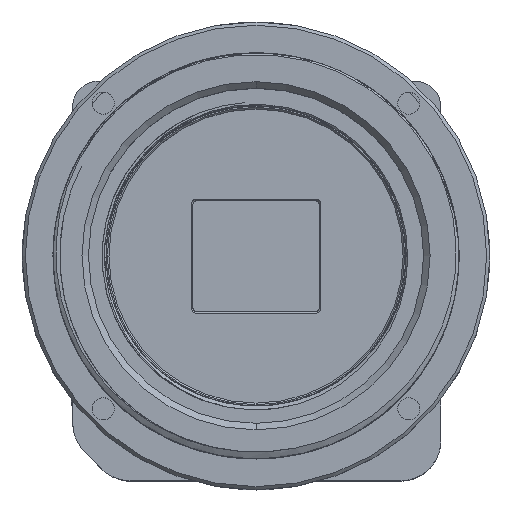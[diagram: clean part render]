
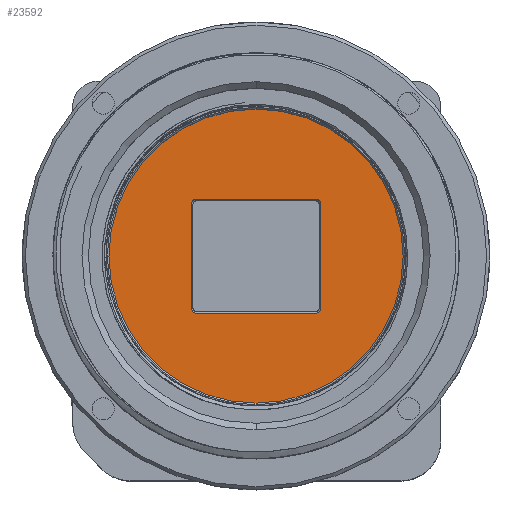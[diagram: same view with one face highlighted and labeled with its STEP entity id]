
A CAD part, top view. The second image highlights one B-rep face of the part: STEP entity #23592.
In plain terms, the highlighted planar face has unit normal (0, 0, 1).
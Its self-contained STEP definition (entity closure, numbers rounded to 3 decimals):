
#2799 = VERTEX_POINT ( 'NONE', #27432 ) ;
#7295 = AXIS2_PLACEMENT_3D ( 'NONE', #117825, #23797, #86712 ) ;
#8418 = EDGE_CURVE ( 'NONE', #125086, #83869, #85443, .T. ) ;
#9630 = PLANE ( 'NONE',  #28693 ) ;
#10284 = ORIENTED_EDGE ( 'NONE', *, *, #91255, .T. ) ;
#11546 = DIRECTION ( 'NONE',  ( 0., 1., 0. ) ) ;
#13026 = CARTESIAN_POINT ( 'NONE',  ( -5.056, -4.071, 5.74 ) ) ;
#13508 = CARTESIAN_POINT ( 'NONE',  ( 4.675, -4.452, 5.74 ) ) ;
#14174 = CARTESIAN_POINT ( 'NONE',  ( 5.056, 4.071, 5.74 ) ) ;
#16136 = EDGE_CURVE ( 'NONE', #79657, #28804, #131481, .T. ) ;
#17025 = DIRECTION ( 'NONE',  ( 0., 0., -1. ) ) ;
#17506 = CIRCLE ( 'NONE', #52793, 11.5 ) ;
#19060 = DIRECTION ( 'NONE',  ( 1., 0., 0. ) ) ;
#21274 = EDGE_CURVE ( 'NONE', #25017, #54839, #58099, .T. ) ;
#21646 = EDGE_LOOP ( 'NONE', ( #63039, #110277, #10284, #110898, #135493, #125935, #131754, #130079 ) ) ;
#21878 = DIRECTION ( 'NONE',  ( 0., 0., 1. ) ) ;
#23207 = EDGE_LOOP ( 'NONE', ( #122648, #132185 ) ) ;
#23592 = ADVANCED_FACE ( 'NONE', ( #93237, #125036 ), #9630, .F. ) ;
#23797 = DIRECTION ( 'NONE',  ( 0., 0., -1. ) ) ;
#23839 = EDGE_CURVE ( 'NONE', #98320, #87701, #101668, .T. ) ;
#25017 = VERTEX_POINT ( 'NONE', #115473 ) ;
#26403 = DIRECTION ( 'NONE',  ( 0., 1., 0. ) ) ;
#27432 = CARTESIAN_POINT ( 'NONE',  ( -4.675, -4.452, 5.74 ) ) ;
#27531 = CARTESIAN_POINT ( 'NONE',  ( 4.675, 4.452, 5.74 ) ) ;
#28693 = AXIS2_PLACEMENT_3D ( 'NONE', #105673, #115343, #103640 ) ;
#28804 = VERTEX_POINT ( 'NONE', #45077 ) ;
#32452 = VECTOR ( 'NONE', #126642, 1000. ) ;
#37135 = DIRECTION ( 'NONE',  ( 0., 1., 0. ) ) ;
#42847 = VECTOR ( 'NONE', #84715, 1000. ) ;
#43008 = DIRECTION ( 'NONE',  ( 0., 1., 0. ) ) ;
#43215 = LINE ( 'NONE', #13508, #42847 ) ;
#43529 = CARTESIAN_POINT ( 'NONE',  ( -4.675, 4.071, 5.74 ) ) ;
#44202 = DIRECTION ( 'NONE',  ( 0., 0., -1. ) ) ;
#45077 = CARTESIAN_POINT ( 'NONE',  ( -5.056, 4.071, 5.74 ) ) ;
#46491 = CARTESIAN_POINT ( 'NONE',  ( -4.675, 4.452, 5.74 ) ) ;
#47793 = CARTESIAN_POINT ( 'NONE',  ( -4.675, 4.452, 5.74 ) ) ;
#52550 = VECTOR ( 'NONE', #56156, 1000. ) ;
#52793 = AXIS2_PLACEMENT_3D ( 'NONE', #116588, #21878, #11546 ) ;
#54839 = VERTEX_POINT ( 'NONE', #125977 ) ;
#55015 = EDGE_CURVE ( 'NONE', #83869, #98320, #127997, .T. ) ;
#56156 = DIRECTION ( 'NONE',  ( 1., 0., 0. ) ) ;
#58099 = CIRCLE ( 'NONE', #80182, 11.5 ) ;
#63039 = ORIENTED_EDGE ( 'NONE', *, *, #55015, .T. ) ;
#66783 = CIRCLE ( 'NONE', #7295, 0.381 ) ;
#67683 = VERTEX_POINT ( 'NONE', #47793 ) ;
#68188 = EDGE_CURVE ( 'NONE', #28804, #67683, #106435, .T. ) ;
#78557 = CARTESIAN_POINT ( 'NONE',  ( 4.675, -4.452, 5.74 ) ) ;
#79657 = VERTEX_POINT ( 'NONE', #13026 ) ;
#80182 = AXIS2_PLACEMENT_3D ( 'NONE', #83826, #84502, #43008 ) ;
#81836 = EDGE_CURVE ( 'NONE', #2799, #79657, #66783, .T. ) ;
#83826 = CARTESIAN_POINT ( 'NONE',  ( 0., 0., 5.74 ) ) ;
#83869 = VERTEX_POINT ( 'NONE', #14174 ) ;
#84476 = CARTESIAN_POINT ( 'NONE',  ( 5.056, 4.071, 5.74 ) ) ;
#84502 = DIRECTION ( 'NONE',  ( 0., 0., -1. ) ) ;
#84715 = DIRECTION ( 'NONE',  ( -1., 0., 0. ) ) ;
#85443 = CIRCLE ( 'NONE', #100983, 0.381 ) ;
#86712 = DIRECTION ( 'NONE',  ( 0., -1., 0. ) ) ;
#87701 = VERTEX_POINT ( 'NONE', #78557 ) ;
#90698 = CARTESIAN_POINT ( 'NONE',  ( -5.056, -4.071, 5.74 ) ) ;
#91255 = EDGE_CURVE ( 'NONE', #87701, #2799, #43215, .T. ) ;
#93237 = FACE_BOUND ( 'NONE', #21646, .T. ) ;
#98320 = VERTEX_POINT ( 'NONE', #127474 ) ;
#100983 = AXIS2_PLACEMENT_3D ( 'NONE', #121468, #111799, #37135 ) ;
#101668 = CIRCLE ( 'NONE', #106013, 0.381 ) ;
#103640 = DIRECTION ( 'NONE',  ( 0., -1., 0. ) ) ;
#103901 = EDGE_CURVE ( 'NONE', #25017, #54839, #17506, .T. ) ;
#105673 = CARTESIAN_POINT ( 'NONE',  ( 0., 0., 5.74 ) ) ;
#106013 = AXIS2_PLACEMENT_3D ( 'NONE', #131742, #17025, #19060 ) ;
#106435 = CIRCLE ( 'NONE', #132866, 0.381 ) ;
#106486 = DIRECTION ( 'NONE',  ( -1., 0., 0. ) ) ;
#108732 = LINE ( 'NONE', #46491, #52550 ) ;
#110277 = ORIENTED_EDGE ( 'NONE', *, *, #23839, .T. ) ;
#110898 = ORIENTED_EDGE ( 'NONE', *, *, #81836, .T. ) ;
#111799 = DIRECTION ( 'NONE',  ( 0., 0., -1. ) ) ;
#115343 = DIRECTION ( 'NONE',  ( 0., 0., -1. ) ) ;
#115473 = CARTESIAN_POINT ( 'NONE',  ( 0., 11.5, 5.74 ) ) ;
#116588 = CARTESIAN_POINT ( 'NONE',  ( 0., 0., 5.74 ) ) ;
#117825 = CARTESIAN_POINT ( 'NONE',  ( -4.675, -4.071, 5.74 ) ) ;
#121468 = CARTESIAN_POINT ( 'NONE',  ( 4.675, 4.071, 5.74 ) ) ;
#122648 = ORIENTED_EDGE ( 'NONE', *, *, #21274, .F. ) ;
#124162 = EDGE_CURVE ( 'NONE', #67683, #125086, #108732, .T. ) ;
#125036 = FACE_OUTER_BOUND ( 'NONE', #23207, .T. ) ;
#125086 = VERTEX_POINT ( 'NONE', #27531 ) ;
#125935 = ORIENTED_EDGE ( 'NONE', *, *, #68188, .T. ) ;
#125977 = CARTESIAN_POINT ( 'NONE',  ( 0., -11.5, 5.74 ) ) ;
#126642 = DIRECTION ( 'NONE',  ( 0., -1., 0. ) ) ;
#127474 = CARTESIAN_POINT ( 'NONE',  ( 5.056, -4.071, 5.74 ) ) ;
#127997 = LINE ( 'NONE', #84476, #32452 ) ;
#130079 = ORIENTED_EDGE ( 'NONE', *, *, #8418, .T. ) ;
#131481 = LINE ( 'NONE', #90698, #131597 ) ;
#131597 = VECTOR ( 'NONE', #26403, 1000. ) ;
#131742 = CARTESIAN_POINT ( 'NONE',  ( 4.675, -4.071, 5.74 ) ) ;
#131754 = ORIENTED_EDGE ( 'NONE', *, *, #124162, .T. ) ;
#132185 = ORIENTED_EDGE ( 'NONE', *, *, #103901, .T. ) ;
#132866 = AXIS2_PLACEMENT_3D ( 'NONE', #43529, #44202, #106486 ) ;
#135493 = ORIENTED_EDGE ( 'NONE', *, *, #16136, .T. ) ;
